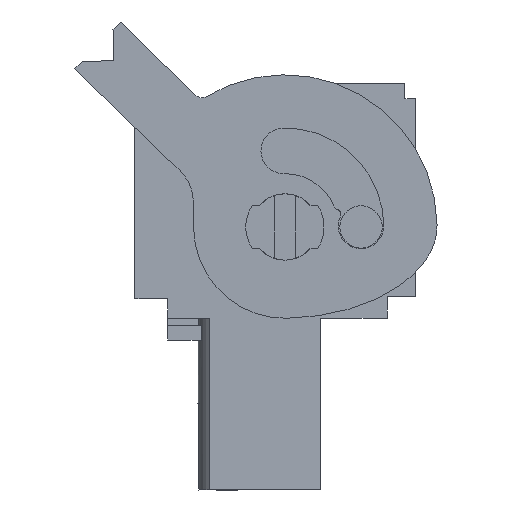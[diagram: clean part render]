
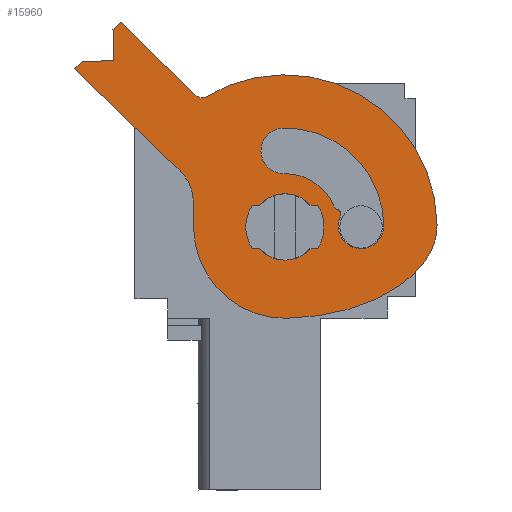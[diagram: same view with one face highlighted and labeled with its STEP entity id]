
A CAD part, left-side view. The second image highlights one B-rep face of the part: STEP entity #15960.
In plain terms, the highlighted planar face has unit normal (-1, 0, 0).
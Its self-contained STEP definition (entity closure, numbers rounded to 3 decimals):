
#15299=AXIS2_PLACEMENT_3D('Circle Axis2P3D',#15297,#15298,$) ;
#15502=AXIS2_PLACEMENT_3D('Circle Axis2P3D',#15500,#15501,$) ;
#15533=AXIS2_PLACEMENT_3D('Circle Axis2P3D',#15531,#15532,$) ;
#15686=AXIS2_PLACEMENT_3D('Circle Axis2P3D',#15684,#15685,$) ;
#15717=AXIS2_PLACEMENT_3D('Circle Axis2P3D',#15715,#15716,$) ;
#15741=AXIS2_PLACEMENT_3D('Circle Axis2P3D',#15739,#15740,$) ;
#15765=AXIS2_PLACEMENT_3D('Circle Axis2P3D',#15763,#15764,$) ;
#15789=AXIS2_PLACEMENT_3D('Circle Axis2P3D',#15787,#15788,$) ;
#15806=AXIS2_PLACEMENT_3D('Circle Axis2P3D',#15804,#15805,$) ;
#15823=AXIS2_PLACEMENT_3D('Circle Axis2P3D',#15821,#15822,$) ;
#15871=AXIS2_PLACEMENT_3D('Circle Axis2P3D',#15869,#15870,$) ;
#15927=AXIS2_PLACEMENT_3D('Plane Axis2P3D',#15924,#15925,#15926) ;
#15945=AXIS2_PLACEMENT_3D('Circle Axis2P3D',#15943,#15944,$) ;
#15294=CARTESIAN_POINT('Vertex',(0.5,6.999,13.625)) ;
#15297=CARTESIAN_POINT('Axis2P3D Location',(0.5,6.999,12.1)) ;
#15301=CARTESIAN_POINT('Vertex',(0.5,6.999,10.575)) ;
#15497=CARTESIAN_POINT('Vertex',(0.5,10.607,18.099)) ;
#15500=CARTESIAN_POINT('Axis2P3D Location',(0.5,6.999,12.1)) ;
#15504=CARTESIAN_POINT('Vertex',(0.5,0.,12.21)) ;
#15528=CARTESIAN_POINT('Vertex',(0.5,6.933,7.901)) ;
#15531=CARTESIAN_POINT('Axis2P3D Location',(0.5,6.999,12.1)) ;
#15535=CARTESIAN_POINT('Vertex',(0.5,11.198,12.034)) ;
#15559=CARTESIAN_POINT('Vertex',(0.5,16.66,19.374)) ;
#15562=CARTESIAN_POINT('Line Origine',(0.5,16.492,19.547)) ;
#15566=CARTESIAN_POINT('Vertex',(0.5,16.324,19.72)) ;
#15586=CARTESIAN_POINT('Line Origine',(0.5,15.605,19.732)) ;
#15590=CARTESIAN_POINT('Vertex',(0.5,14.886,19.743)) ;
#15610=CARTESIAN_POINT('Line Origine',(0.5,14.897,20.462)) ;
#15614=CARTESIAN_POINT('Vertex',(0.5,14.909,21.181)) ;
#15629=CARTESIAN_POINT('Line Origine',(0.5,14.741,21.355)) ;
#15633=CARTESIAN_POINT('Vertex',(0.5,14.573,21.528)) ;
#15653=CARTESIAN_POINT('Line Origine',(0.5,12.832,19.841)) ;
#15657=CARTESIAN_POINT('Vertex',(0.5,11.091,18.154)) ;
#15681=CARTESIAN_POINT('Vertex',(0.5,7.038,14.55)) ;
#15684=CARTESIAN_POINT('Axis2P3D Location',(0.5,6.999,12.1)) ;
#15688=CARTESIAN_POINT('Vertex',(0.5,4.727,13.018)) ;
#15712=CARTESIAN_POINT('Vertex',(0.5,4.583,12.897)) ;
#15715=CARTESIAN_POINT('Axis2P3D Location',(0.5,4.624,12.701)) ;
#15719=CARTESIAN_POINT('Vertex',(0.5,4.444,12.614)) ;
#15739=CARTESIAN_POINT('Axis2P3D Location',(0.5,4.542,13.093)) ;
#15760=CARTESIAN_POINT('Vertex',(0.5,7.071,16.649)) ;
#15763=CARTESIAN_POINT('Axis2P3D Location',(0.5,7.054,15.6)) ;
#15784=CARTESIAN_POINT('Vertex',(0.5,2.45,12.172)) ;
#15787=CARTESIAN_POINT('Axis2P3D Location',(0.5,6.999,12.1)) ;
#15804=CARTESIAN_POINT('Axis2P3D Location',(0.5,3.499,12.155)) ;
#15821=CARTESIAN_POINT('Axis2P3D Location',(0.5,10.813,18.442)) ;
#15842=CARTESIAN_POINT('Vertex',(0.5,11.826,14.689)) ;
#15845=CARTESIAN_POINT('Line Origine',(0.5,14.243,17.031)) ;
#15866=CARTESIAN_POINT('Vertex',(0.5,11.218,13.284)) ;
#15869=CARTESIAN_POINT('Axis2P3D Location',(0.5,13.218,13.253)) ;
#15886=CARTESIAN_POINT('Line Origine',(0.5,11.208,12.659)) ;
#15907=CARTESIAN_POINT('Control Point',(0.5,6.933,7.901)) ;
#15908=CARTESIAN_POINT('Control Point',(0.5,5.853,7.917)) ;
#15909=CARTESIAN_POINT('Control Point',(0.5,4.775,8.059)) ;
#15910=CARTESIAN_POINT('Control Point',(0.5,3.734,8.326)) ;
#15911=CARTESIAN_POINT('Control Point',(0.5,1.928,9.07)) ;
#15912=CARTESIAN_POINT('Control Point',(0.5,0.648,10.227)) ;
#15913=CARTESIAN_POINT('Control Point',(0.5,0.205,10.857)) ;
#15914=CARTESIAN_POINT('Control Point',(0.5,-0.011,11.535)) ;
#15915=CARTESIAN_POINT('Control Point',(0.5,0.,12.21)) ;
#15924=CARTESIAN_POINT('Axis2P3D Location',(0.5,8.399,24.2)) ;
#15943=CARTESIAN_POINT('Axis2P3D Location',(0.5,6.999,12.1)) ;
#15298=DIRECTION('Axis2P3D Direction',(-1.,0.,0.)) ;
#15501=DIRECTION('Axis2P3D Direction',(-1.,0.,0.)) ;
#15532=DIRECTION('Axis2P3D Direction',(-1.,0.,0.)) ;
#15563=DIRECTION('Vector Direction',(0.,-0.696,0.718)) ;
#15587=DIRECTION('Vector Direction',(0.,-1.,0.016)) ;
#15611=DIRECTION('Vector Direction',(0.,0.016,1.)) ;
#15630=DIRECTION('Vector Direction',(0.,-0.696,0.718)) ;
#15654=DIRECTION('Vector Direction',(0.,-0.718,-0.696)) ;
#15685=DIRECTION('Axis2P3D Direction',(-1.,0.,0.)) ;
#15716=DIRECTION('Axis2P3D Direction',(-1.,0.,0.)) ;
#15740=DIRECTION('Axis2P3D Direction',(-1.,0.,0.)) ;
#15764=DIRECTION('Axis2P3D Direction',(-1.,0.,0.)) ;
#15788=DIRECTION('Axis2P3D Direction',(-1.,0.,0.)) ;
#15805=DIRECTION('Axis2P3D Direction',(-1.,0.,0.)) ;
#15822=DIRECTION('Axis2P3D Direction',(-1.,0.,0.)) ;
#15846=DIRECTION('Vector Direction',(0.,-0.718,-0.696)) ;
#15870=DIRECTION('Axis2P3D Direction',(-1.,0.,0.)) ;
#15887=DIRECTION('Vector Direction',(0.,-0.016,-1.)) ;
#15925=DIRECTION('Axis2P3D Direction',(1.,0.,0.)) ;
#15926=DIRECTION('Axis2P3D XDirection',(0.,0.,-1.)) ;
#15944=DIRECTION('Axis2P3D Direction',(1.,0.,0.)) ;
#15564=VECTOR('Line Direction',#15563,1.) ;
#15588=VECTOR('Line Direction',#15587,1.) ;
#15612=VECTOR('Line Direction',#15611,1.) ;
#15631=VECTOR('Line Direction',#15630,1.) ;
#15655=VECTOR('Line Direction',#15654,1.) ;
#15847=VECTOR('Line Direction',#15846,1.) ;
#15888=VECTOR('Line Direction',#15887,1.) ;
#15930=ORIENTED_EDGE('',*,*,#15916,.T.) ;
#15931=ORIENTED_EDGE('',*,*,#15506,.F.) ;
#15932=ORIENTED_EDGE('',*,*,#15825,.T.) ;
#15933=ORIENTED_EDGE('',*,*,#15659,.F.) ;
#15934=ORIENTED_EDGE('',*,*,#15635,.F.) ;
#15935=ORIENTED_EDGE('',*,*,#15616,.F.) ;
#15936=ORIENTED_EDGE('',*,*,#15592,.F.) ;
#15937=ORIENTED_EDGE('',*,*,#15568,.F.) ;
#15938=ORIENTED_EDGE('',*,*,#15849,.T.) ;
#15939=ORIENTED_EDGE('',*,*,#15873,.T.) ;
#15940=ORIENTED_EDGE('',*,*,#15890,.T.) ;
#15941=ORIENTED_EDGE('',*,*,#15537,.F.) ;
#15949=ORIENTED_EDGE('',*,*,#15947,.T.) ;
#15950=ORIENTED_EDGE('',*,*,#15303,.T.) ;
#15953=ORIENTED_EDGE('',*,*,#15791,.T.) ;
#15954=ORIENTED_EDGE('',*,*,#15808,.T.) ;
#15955=ORIENTED_EDGE('',*,*,#15721,.F.) ;
#15956=ORIENTED_EDGE('',*,*,#15743,.T.) ;
#15957=ORIENTED_EDGE('',*,*,#15690,.F.) ;
#15958=ORIENTED_EDGE('',*,*,#15767,.T.) ;
#15951=FACE_BOUND('',#15948,.T.) ;
#15959=FACE_BOUND('',#15952,.T.) ;
#15960=ADVANCED_FACE('L\X2\00F6\X0\sehebel.2',(#15942,#15951,#15959),#15928,.F.) ;
#15906=B_SPLINE_CURVE_WITH_KNOTS('',5,(#15907,#15908,#15909,#15910,#15911,#15912,#15913,#15914,#15915),.UNSPECIFIED.,.F.,.U.,(6,3,6),(0.,8.296,15.673),.UNSPECIFIED.) ;
#15300=CIRCLE('generated circle',#15299,1.525) ;
#15503=CIRCLE('generated circle',#15502,7.) ;
#15534=CIRCLE('generated circle',#15533,4.2) ;
#15687=CIRCLE('generated circle',#15686,2.45) ;
#15718=CIRCLE('generated circle',#15717,0.2) ;
#15742=CIRCLE('generated circle',#15741,0.2) ;
#15766=CIRCLE('generated circle',#15765,1.05) ;
#15790=CIRCLE('generated circle',#15789,4.55) ;
#15807=CIRCLE('generated circle',#15806,1.05) ;
#15824=CIRCLE('generated circle',#15823,0.4) ;
#15872=CIRCLE('generated circle',#15871,2.) ;
#15946=CIRCLE('generated circle',#15945,1.525) ;
#15303=EDGE_CURVE('',#15302,#15295,#15300,.F.) ;
#15506=EDGE_CURVE('',#15498,#15505,#15503,.F.) ;
#15537=EDGE_CURVE('',#15529,#15536,#15534,.F.) ;
#15568=EDGE_CURVE('',#15560,#15567,#15565,.T.) ;
#15592=EDGE_CURVE('',#15567,#15591,#15589,.T.) ;
#15616=EDGE_CURVE('',#15591,#15615,#15613,.T.) ;
#15635=EDGE_CURVE('',#15615,#15634,#15632,.T.) ;
#15659=EDGE_CURVE('',#15634,#15658,#15656,.T.) ;
#15690=EDGE_CURVE('',#15682,#15689,#15687,.F.) ;
#15721=EDGE_CURVE('',#15713,#15720,#15718,.F.) ;
#15743=EDGE_CURVE('',#15713,#15689,#15742,.F.) ;
#15767=EDGE_CURVE('',#15682,#15761,#15766,.F.) ;
#15791=EDGE_CURVE('',#15761,#15785,#15790,.F.) ;
#15808=EDGE_CURVE('',#15785,#15720,#15807,.F.) ;
#15825=EDGE_CURVE('',#15498,#15658,#15824,.F.) ;
#15849=EDGE_CURVE('',#15560,#15843,#15848,.T.) ;
#15873=EDGE_CURVE('',#15843,#15867,#15872,.F.) ;
#15890=EDGE_CURVE('',#15867,#15536,#15889,.T.) ;
#15916=EDGE_CURVE('',#15529,#15505,#15906,.T.) ;
#15947=EDGE_CURVE('',#15295,#15302,#15946,.T.) ;
#15929=EDGE_LOOP('',(#15930,#15931,#15932,#15933,#15934,#15935,#15936,#15937,#15938,#15939,#15940,#15941)) ;
#15948=EDGE_LOOP('',(#15949,#15950)) ;
#15952=EDGE_LOOP('',(#15953,#15954,#15955,#15956,#15957,#15958)) ;
#15942=FACE_OUTER_BOUND('',#15929,.T.) ;
#15565=LINE('Line',#15562,#15564) ;
#15589=LINE('Line',#15586,#15588) ;
#15613=LINE('Line',#15610,#15612) ;
#15632=LINE('Line',#15629,#15631) ;
#15656=LINE('Line',#15653,#15655) ;
#15848=LINE('Line',#15845,#15847) ;
#15889=LINE('Line',#15886,#15888) ;
#15928=PLANE('',#15927) ;
#15295=VERTEX_POINT('',#15294) ;
#15302=VERTEX_POINT('',#15301) ;
#15498=VERTEX_POINT('',#15497) ;
#15505=VERTEX_POINT('',#15504) ;
#15529=VERTEX_POINT('',#15528) ;
#15536=VERTEX_POINT('',#15535) ;
#15560=VERTEX_POINT('',#15559) ;
#15567=VERTEX_POINT('',#15566) ;
#15591=VERTEX_POINT('',#15590) ;
#15615=VERTEX_POINT('',#15614) ;
#15634=VERTEX_POINT('',#15633) ;
#15658=VERTEX_POINT('',#15657) ;
#15682=VERTEX_POINT('',#15681) ;
#15689=VERTEX_POINT('',#15688) ;
#15713=VERTEX_POINT('',#15712) ;
#15720=VERTEX_POINT('',#15719) ;
#15761=VERTEX_POINT('',#15760) ;
#15785=VERTEX_POINT('',#15784) ;
#15843=VERTEX_POINT('',#15842) ;
#15867=VERTEX_POINT('',#15866) ;
